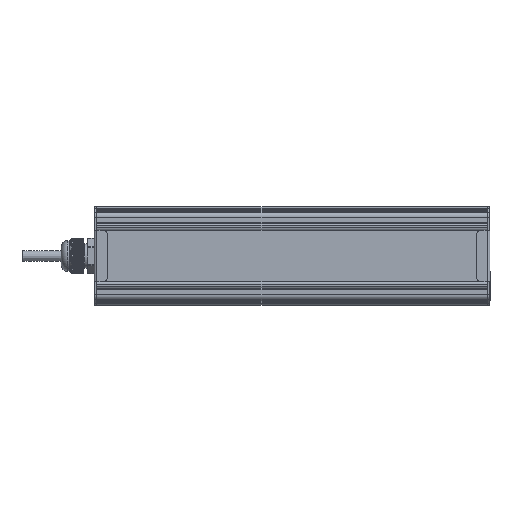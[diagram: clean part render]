
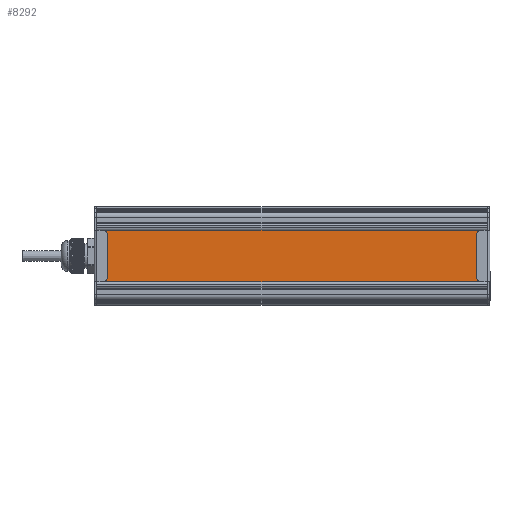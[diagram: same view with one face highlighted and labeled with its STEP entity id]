
A CAD part, front view. The second image highlights one B-rep face of the part: STEP entity #8292.
In plain terms, the highlighted face is planar.
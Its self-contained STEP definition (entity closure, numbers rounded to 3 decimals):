
#8292=ADVANCED_FACE('',(#20383),#20385,.T.);
#20383=FACE_BOUND('',#20384,.T.);
#20384=EDGE_LOOP('',(#47766,#47767,#47768,#47769));
#20385=PLANE('',#20386);
#20386=AXIS2_PLACEMENT_3D('',#20387,#20388,#20389);
#20387=CARTESIAN_POINT('',(627.365,88.78,118.419));
#20388=DIRECTION('',(0.,0.,-1.));
#20389=DIRECTION('',(0.,-1.,0.));
#47766=ORIENTED_EDGE('',*,*,#54735,.T.);
#47767=ORIENTED_EDGE('',*,*,#54736,.T.);
#47768=ORIENTED_EDGE('',*,*,#54737,.F.);
#47769=ORIENTED_EDGE('',*,*,#54733,.F.);
#54733=EDGE_CURVE('',#60516,#60518,#60519,.T.);
#54735=EDGE_CURVE('',#60516,#60521,#60522,.F.);
#54736=EDGE_CURVE('',#60521,#60523,#60524,.T.);
#54737=EDGE_CURVE('',#60518,#60523,#60525,.T.);
#60516=VERTEX_POINT('',#78522);
#60518=VERTEX_POINT('',#78526);
#60519=LINE('',#78527,#78528);
#60521=VERTEX_POINT('',#78533);
#60522=LINE('',#78534,#78535);
#60523=VERTEX_POINT('',#78537);
#60524=LINE('',#78538,#78539);
#60525=LINE('',#78541,#78542);
#78522=CARTESIAN_POINT('',(329.365,88.78,118.419));
#78526=CARTESIAN_POINT('',(31.365,88.78,118.419));
#78527=CARTESIAN_POINT('',(329.365,88.78,118.419));
#78528=VECTOR('',#78529,1.);
#78529=DIRECTION('',(-1.,0.,0.));
#78533=CARTESIAN_POINT('',(329.365,37.371,118.419));
#78534=CARTESIAN_POINT('',(329.365,37.371,118.419));
#78535=VECTOR('',#78536,1.);
#78536=DIRECTION('',(0.,1.,0.));
#78537=CARTESIAN_POINT('',(31.365,37.371,118.419));
#78538=CARTESIAN_POINT('',(329.365,37.371,118.419));
#78539=VECTOR('',#78540,1.);
#78540=DIRECTION('',(-1.,0.,0.));
#78541=CARTESIAN_POINT('',(31.365,88.78,118.419));
#78542=VECTOR('',#78543,1.);
#78543=DIRECTION('',(0.,-1.,0.));
